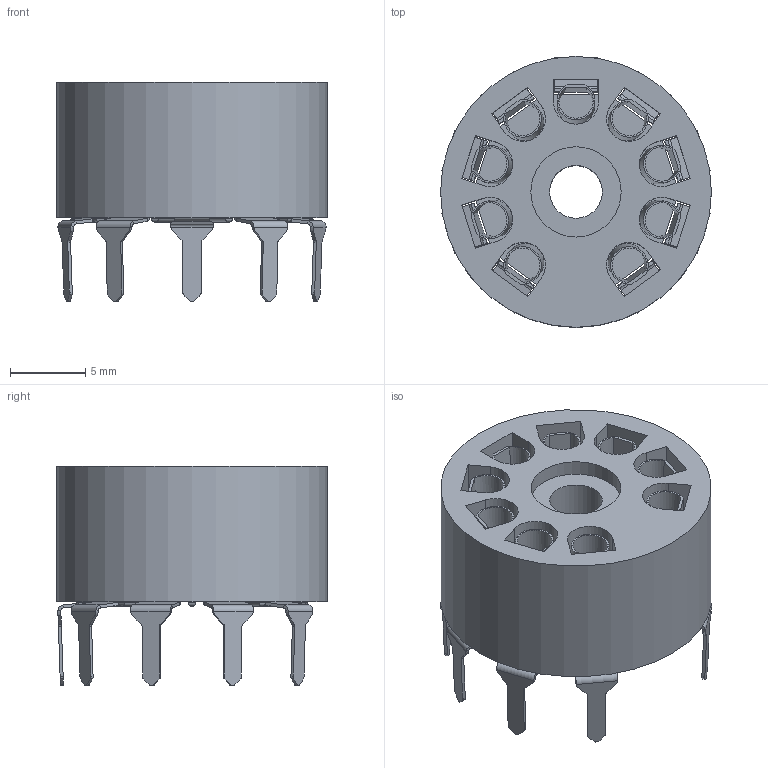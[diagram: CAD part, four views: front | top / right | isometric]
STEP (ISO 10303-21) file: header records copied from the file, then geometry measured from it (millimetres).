
FILE_DESCRIPTION(/* description */ (''),/* implementation_level */ '2;1');
FILE_NAME(/* name */ 'Tube Socket - PCB v2.step',/* time_stamp */ '2020-11-04T11:13:01-03:00',/* author */ (''),/* organization */ (''),/* preprocessor_version */ 'ST-DEVELOPER v18.1',/* originating_system */ 'Autodesk Translation Framework v9.3.0.1241',/* authorisation */ '');
FILE_SCHEMA (('AUTOMOTIVE_DESIGN { 1 0 10303 214 3 1 1 }'));
Length unit declared in the file: millimetre
Products named in the file (1): Tube Socket - PCB
Bounding box: 18 x 18 x 14.57 mm (x, y, z)
Volume: 1671.2 mm3; surface area: 3246 mm2
Topology: 10 solids, 10 shells, 481 faces, 1231 edges, 772 vertices
Faces by surface type: plane 313, cylinder 168
Full cylindrical faces by diameter (mm): 3.5 x1, 6 x1, 18 x1
Entity records: 14534 total; most frequent: CARTESIAN_POINT 2593, DIRECTION 2493, ORIENTED_EDGE 2462, EDGE_CURVE 1231, LINE 861, VECTOR 861, AXIS2_PLACEMENT_3D 816, VERTEX_POINT 772
